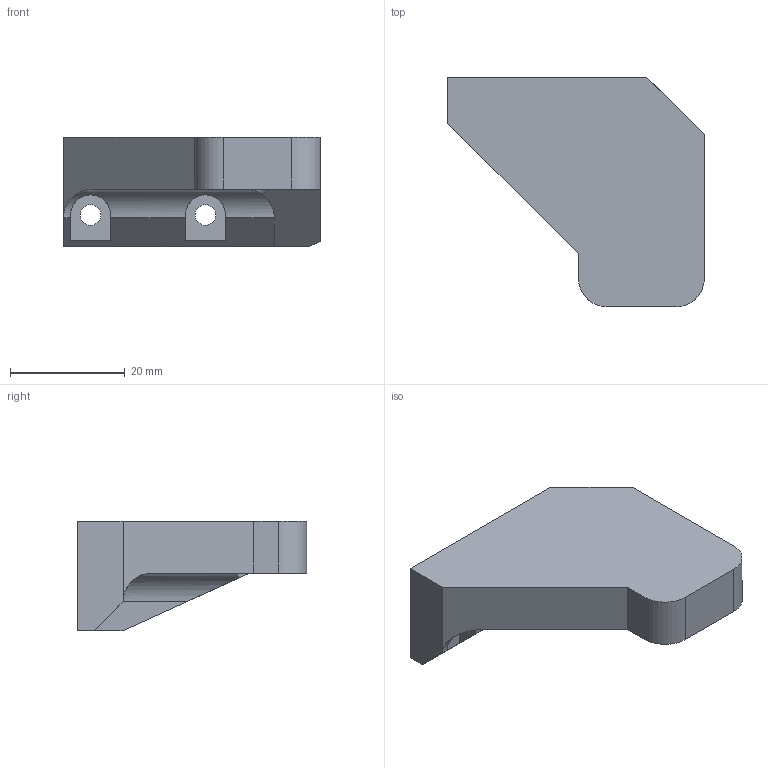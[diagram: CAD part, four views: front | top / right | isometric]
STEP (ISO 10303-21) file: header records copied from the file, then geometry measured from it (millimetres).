
FILE_DESCRIPTION (( 'STEP AP214' ), '1' );
FILE_NAME ('204 Z Axis Top Right.STEP', '2021-03-17T18:45:11', ( '' ), ( '' ), 'SwSTEP 2.0', 'SolidWorks 2019', '' );
FILE_SCHEMA (( 'AUTOMOTIVE_DESIGN' ));
Length unit declared in the file: millimetre
Products named in the file (1): 204 Z Axis Top Right
Bounding box: 44.68 x 40 x 19 mm (x, y, z)
Volume: 14316.3 mm3; surface area: 5111.7 mm2
Topology: 1 solids, 1 shells, 32 faces, 88 edges, 58 vertices
Faces by surface type: plane 20, cylinder 12
Entity records: 1138 total; most frequent: CARTESIAN_POINT 274, ORIENTED_EDGE 176, DIRECTION 170, EDGE_CURVE 88, VERTEX_POINT 58, VECTOR 58, LINE 58, AXIS2_PLACEMENT_3D 56
